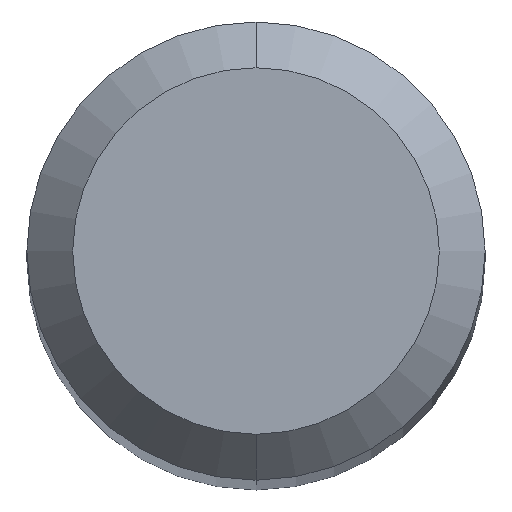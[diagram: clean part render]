
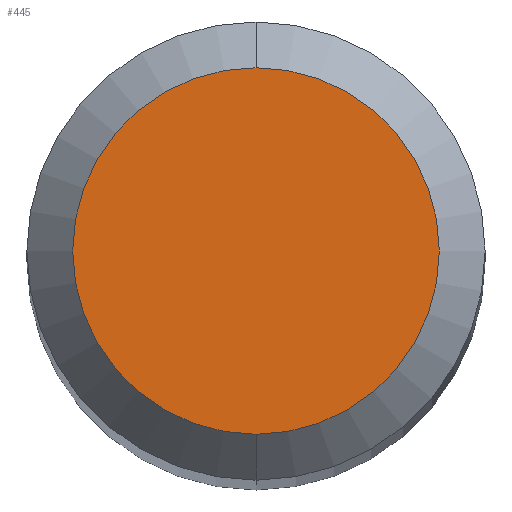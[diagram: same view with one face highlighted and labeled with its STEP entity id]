
A CAD part, top view. The second image highlights one B-rep face of the part: STEP entity #445.
In plain terms, the highlighted planar face has unit normal (0, 0, 1).
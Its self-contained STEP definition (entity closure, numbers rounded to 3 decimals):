
#333=VERTEX_POINT('',#894);
#445=ADVANCED_FACE('',(#1017),#1018,.T.);
#457=EDGE_CURVE('',#333,#565,#1032,.T.);
#565=VERTEX_POINT('',#1150);
#743=EDGE_CURVE('',#565,#333,#1344,.T.);
#894=CARTESIAN_POINT('',(0.0,1.2,0.0));
#1017=FACE_OUTER_BOUND('',#1700,.T.);
#1018=PLANE('',#1701);
#1032=CIRCLE('',#1719,1.2);
#1150=CARTESIAN_POINT('',(0.,-1.2,0.0));
#1344=CIRCLE('',#2204,1.2);
#1700=EDGE_LOOP('',(#2573,#2574));
#1701=AXIS2_PLACEMENT_3D('',#2575,#2576,#2577);
#1719=AXIS2_PLACEMENT_3D('',#2605,#2606,#2607);
#2204=AXIS2_PLACEMENT_3D('',#3007,#3008,#3009);
#2573=ORIENTED_EDGE('',*,*,#457,.F.);
#2574=ORIENTED_EDGE('',*,*,#743,.F.);
#2575=CARTESIAN_POINT('',(0.0,0.6,0.0));
#2576=DIRECTION('',(-0.0,0.0,1.0));
#2577=DIRECTION('',(0.0,-1.0,0.0));
#2605=CARTESIAN_POINT('',(0.0,0.0,0.0));
#2606=DIRECTION('',(0.0,0.0,-1.0));
#2607=DIRECTION('',(0.0,1.0,0.0));
#3007=CARTESIAN_POINT('',(0.0,0.0,0.0));
#3008=DIRECTION('',(0.0,0.0,-1.0));
#3009=DIRECTION('',(0.0,1.0,0.0));
